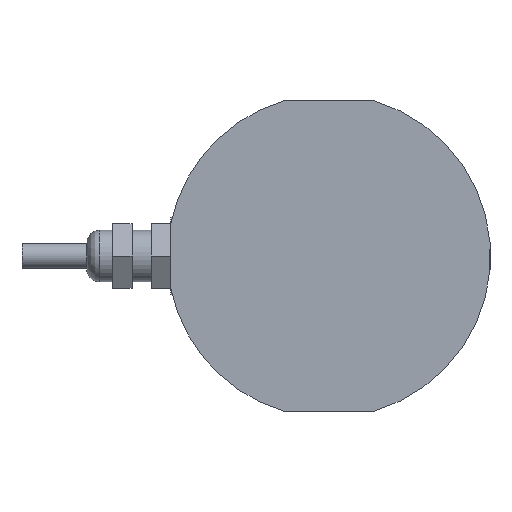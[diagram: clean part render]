
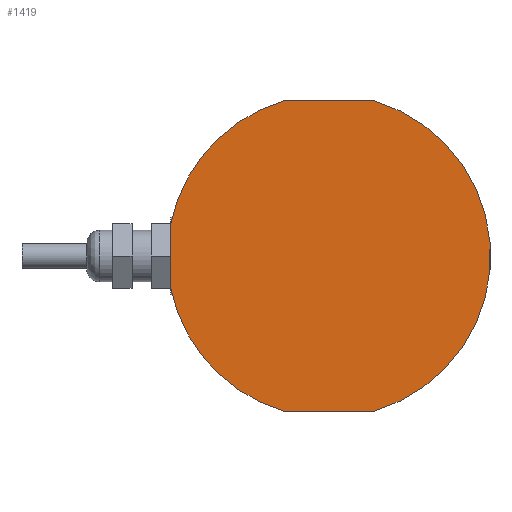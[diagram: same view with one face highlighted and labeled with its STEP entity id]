
A CAD part, front view. The second image highlights one B-rep face of the part: STEP entity #1419.
In plain terms, the highlighted planar face has unit normal (0, -1, 0).
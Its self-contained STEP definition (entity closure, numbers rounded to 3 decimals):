
#251=LINE('',#4936,#345);
#252=LINE('',#4940,#346);
#253=LINE('',#4943,#347);
#345=VECTOR('',#1839,10.);
#346=VECTOR('',#1842,10.);
#347=VECTOR('',#1845,10.);
#433=FACE_OUTER_BOUND('',#522,.T.);
#522=EDGE_LOOP('',(#1271,#1272,#1273,#1274,#1275,#1276));
#559=CIRCLE('',#1541,25.);
#560=CIRCLE('',#1542,25.);
#561=CIRCLE('',#1543,25.);
#687=VERTEX_POINT('',#4932);
#688=VERTEX_POINT('',#4933);
#689=VERTEX_POINT('',#4935);
#690=VERTEX_POINT('',#4937);
#691=VERTEX_POINT('',#4939);
#692=VERTEX_POINT('',#4941);
#887=EDGE_CURVE('',#687,#688,#559,.T.);
#888=EDGE_CURVE('',#688,#689,#251,.T.);
#889=EDGE_CURVE('',#689,#690,#560,.T.);
#890=EDGE_CURVE('',#690,#691,#252,.T.);
#891=EDGE_CURVE('',#691,#692,#561,.T.);
#892=EDGE_CURVE('',#692,#687,#253,.T.);
#1271=ORIENTED_EDGE('',*,*,#887,.T.);
#1272=ORIENTED_EDGE('',*,*,#888,.T.);
#1273=ORIENTED_EDGE('',*,*,#889,.T.);
#1274=ORIENTED_EDGE('',*,*,#890,.T.);
#1275=ORIENTED_EDGE('',*,*,#891,.T.);
#1276=ORIENTED_EDGE('',*,*,#892,.T.);
#1338=PLANE('',#1540);
#1419=ADVANCED_FACE('',(#433),#1338,.F.);
#1540=AXIS2_PLACEMENT_3D('',#4931,#1835,#1836);
#1541=AXIS2_PLACEMENT_3D('',#4934,#1837,#1838);
#1542=AXIS2_PLACEMENT_3D('',#4938,#1840,#1841);
#1543=AXIS2_PLACEMENT_3D('',#4942,#1843,#1844);
#1835=DIRECTION('center_axis',(0.,1.,0.));
#1836=DIRECTION('ref_axis',(1.,0.,0.));
#1837=DIRECTION('center_axis',(0.,-1.,0.));
#1838=DIRECTION('ref_axis',(1.,0.,0.));
#1839=DIRECTION('',(-1.,0.,0.));
#1840=DIRECTION('center_axis',(0.,-1.,0.));
#1841=DIRECTION('ref_axis',(1.,0.,0.));
#1842=DIRECTION('',(0.,0.,-1.));
#1843=DIRECTION('center_axis',(0.,-1.,0.));
#1844=DIRECTION('ref_axis',(1.,0.,0.));
#1845=DIRECTION('',(1.,0.,0.));
#4931=CARTESIAN_POINT('Origin',(0.25,-6.2,0.));
#4932=CARTESIAN_POINT('',(7.,-6.2,-24.));
#4933=CARTESIAN_POINT('',(7.,-6.2,24.));
#4934=CARTESIAN_POINT('Origin',(0.,-6.2,0.));
#4935=CARTESIAN_POINT('',(-7.,-6.2,24.));
#4936=CARTESIAN_POINT('',(24.5,-6.2,24.));
#4937=CARTESIAN_POINT('',(-24.5,-6.2,4.975));
#4938=CARTESIAN_POINT('Origin',(0.,-6.2,0.));
#4939=CARTESIAN_POINT('',(-24.5,-6.2,-4.975));
#4940=CARTESIAN_POINT('',(-24.5,-6.2,24.));
#4941=CARTESIAN_POINT('',(-7.,-6.2,-24.));
#4942=CARTESIAN_POINT('Origin',(0.,-6.2,0.));
#4943=CARTESIAN_POINT('',(-24.5,-6.2,-24.));
